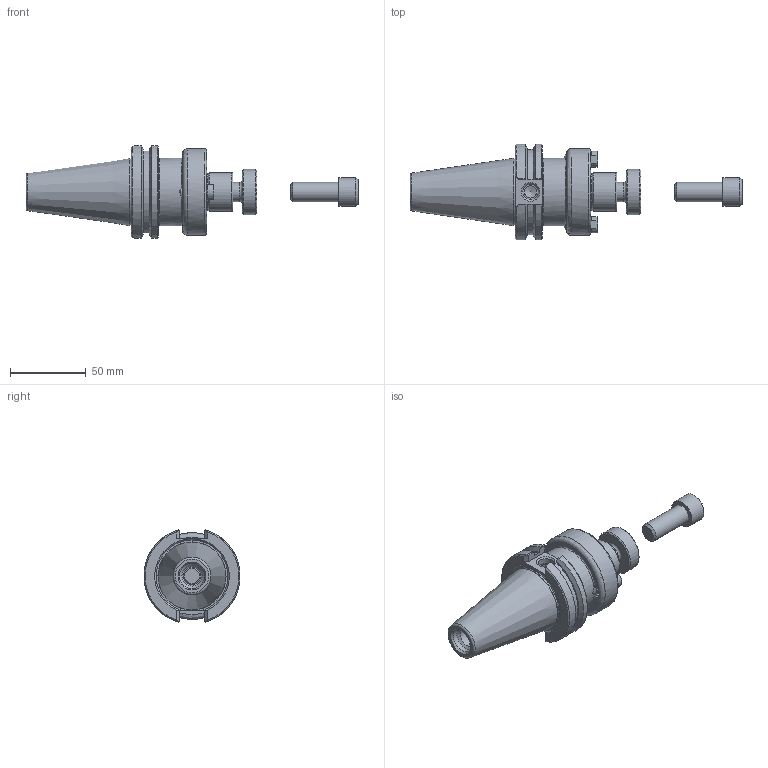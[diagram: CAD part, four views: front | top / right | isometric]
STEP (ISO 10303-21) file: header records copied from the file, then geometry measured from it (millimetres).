
FILE_DESCRIPTION((''),'2;1');
FILE_NAME('C40F-10SM2.stp','2014-07-17T13:23:12',('kaykin'),(''),'Autodesk Inventor 2012','Autodesk Inventor 2012','');
FILE_SCHEMA(('AUTOMOTIVE_DESIGN { 1 0 10303 214 1 1 1 1 }'));
Length unit declared in the file: inch
Products named in the file (5): C40F-10SM2; C40F-10SM2-1; 10KY; 028-188; 10LS
Assembly tree (5 placements, depth 2):
  C40F-10SM2
    C40F-10SM2-1
    10KY  x2
    028-188
    10LS
Bounding box: 218.96 x 63.28 x 61.11 mm (x, y, z)
Volume: 187060.5 mm3; surface area: 38700 mm2
Topology: 5 solids, 5 shells, 165 faces, 396 edges, 253 vertices
Faces by surface type: plane 70, cone 45, cylinder 36, torus 10, bspline 4
Full cylindrical faces by diameter (mm): 3.048 x2, 7.925 x1, 8 x1, 8.636 x2, 9.004 x2, 9.512 x2, 9.652 x2, 10.135 x1, 11.328 x1, 12.7 x2, 13.386 x1, 13.716 x1, 16.459 x1, 18.872 x1, 23.866 x1, 25.39 x1, 29.972 x1, 43.942 x1, 44.45 x1, 57.15 x1
Entity records: 4929 total; most frequent: CARTESIAN_POINT 1636, DIRECTION 631, ORIENTED_EDGE 580, EDGE_CURVE 290, AXIS2_PLACEMENT_3D 263, EDGE_LOOP 219, VERTEX_POINT 215, FACE_OUTER_BOUND 147
